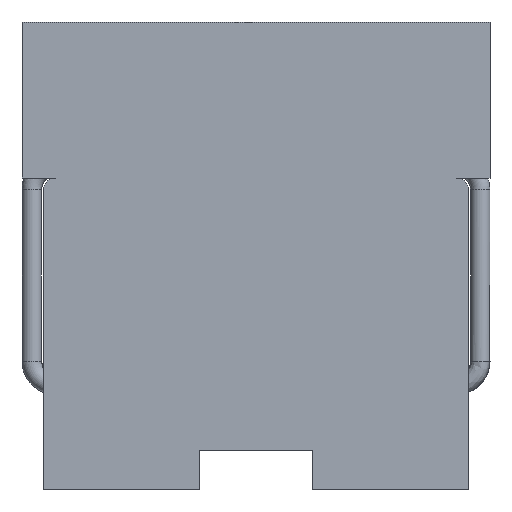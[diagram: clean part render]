
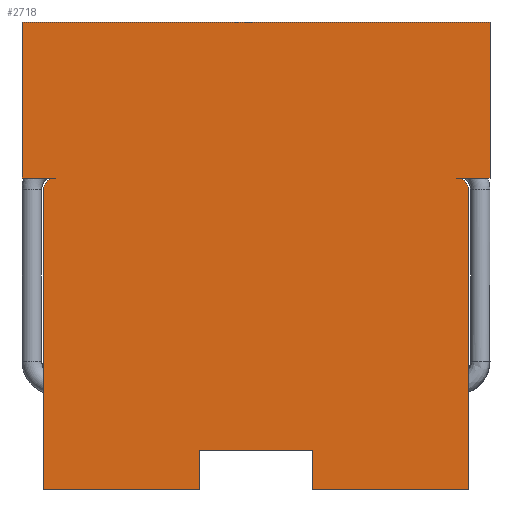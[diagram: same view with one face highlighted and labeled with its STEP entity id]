
A CAD part, left-side view. The second image highlights one B-rep face of the part: STEP entity #2718.
In plain terms, the highlighted face is planar.
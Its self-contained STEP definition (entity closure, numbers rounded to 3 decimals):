
#49=LINE('',#3515,#113);
#75=LINE('',#3589,#139);
#78=LINE('',#3594,#142);
#79=LINE('',#3596,#143);
#80=LINE('',#3598,#144);
#81=LINE('',#3600,#145);
#82=LINE('',#3602,#146);
#83=LINE('',#3604,#147);
#84=LINE('',#3605,#148);
#85=LINE('',#3607,#149);
#86=LINE('',#3608,#150);
#87=LINE('',#3610,#151);
#113=VECTOR('',#3078,1000.);
#139=VECTOR('',#3140,1000.);
#142=VECTOR('',#3145,1000.);
#143=VECTOR('',#3146,1000.);
#144=VECTOR('',#3147,1000.);
#145=VECTOR('',#3148,1000.);
#146=VECTOR('',#3149,1000.);
#147=VECTOR('',#3150,1000.);
#148=VECTOR('',#3151,1000.);
#149=VECTOR('',#3152,1000.);
#150=VECTOR('',#3153,1000.);
#151=VECTOR('',#3154,1000.);
#177=PLANE('',#2882);
#392=ORIENTED_EDGE('',*,*,#764,.T.);
#393=ORIENTED_EDGE('',*,*,#729,.F.);
#394=ORIENTED_EDGE('',*,*,#765,.F.);
#395=ORIENTED_EDGE('',*,*,#766,.T.);
#396=ORIENTED_EDGE('',*,*,#767,.T.);
#397=ORIENTED_EDGE('',*,*,#768,.F.);
#398=ORIENTED_EDGE('',*,*,#769,.F.);
#399=ORIENTED_EDGE('',*,*,#735,.F.);
#400=ORIENTED_EDGE('',*,*,#761,.F.);
#401=ORIENTED_EDGE('',*,*,#770,.F.);
#402=ORIENTED_EDGE('',*,*,#771,.T.);
#403=ORIENTED_EDGE('',*,*,#724,.T.);
#404=ORIENTED_EDGE('',*,*,#772,.F.);
#405=ORIENTED_EDGE('',*,*,#773,.F.);
#724=EDGE_CURVE('',#921,#919,#49,.T.);
#729=EDGE_CURVE('',#925,#926,#1087,.T.);
#735=EDGE_CURVE('',#931,#932,#1090,.T.);
#761=EDGE_CURVE('',#950,#931,#75,.T.);
#764=EDGE_CURVE('',#952,#926,#78,.T.);
#765=EDGE_CURVE('',#953,#925,#79,.T.);
#766=EDGE_CURVE('',#953,#954,#80,.T.);
#767=EDGE_CURVE('',#954,#955,#81,.T.);
#768=EDGE_CURVE('',#956,#955,#82,.T.);
#769=EDGE_CURVE('',#932,#956,#83,.T.);
#770=EDGE_CURVE('',#957,#950,#84,.T.);
#771=EDGE_CURVE('',#957,#921,#85,.T.);
#772=EDGE_CURVE('',#958,#919,#86,.T.);
#773=EDGE_CURVE('',#952,#958,#87,.T.);
#919=VERTEX_POINT('',#3513);
#921=VERTEX_POINT('',#3516);
#925=VERTEX_POINT('',#3525);
#926=VERTEX_POINT('',#3527);
#931=VERTEX_POINT('',#3540);
#932=VERTEX_POINT('',#3541);
#950=VERTEX_POINT('',#3588);
#952=VERTEX_POINT('',#3595);
#953=VERTEX_POINT('',#3597);
#954=VERTEX_POINT('',#3599);
#955=VERTEX_POINT('',#3601);
#956=VERTEX_POINT('',#3603);
#957=VERTEX_POINT('',#3606);
#958=VERTEX_POINT('',#3609);
#1087=CIRCLE('',#2866,0.03);
#1090=CIRCLE('',#2871,0.03);
#1177=EDGE_LOOP('',(#392,#393,#394,#395,#396,#397,#398,#399,#400,#401,#402,
#403,#404,#405));
#1451=FACE_BOUND('',#1177,.T.);
#2718=ADVANCED_FACE('',(#1451),#177,.F.);
#2866=AXIS2_PLACEMENT_3D('',#3526,#3086,#3087);
#2871=AXIS2_PLACEMENT_3D('',#3539,#3099,#3100);
#2882=AXIS2_PLACEMENT_3D('',#3593,#3143,#3144);
#3078=DIRECTION('',(0.,-1.,0.));
#3086=DIRECTION('',(-1.,0.,0.));
#3087=DIRECTION('',(0.,-1.,0.));
#3099=DIRECTION('',(-1.,0.,0.));
#3100=DIRECTION('',(0.,-1.,0.));
#3140=DIRECTION('',(0.,0.,-1.));
#3143=DIRECTION('',(-1.,0.,0.));
#3144=DIRECTION('',(0.,-1.,0.));
#3145=DIRECTION('',(0.,0.,-1.));
#3146=DIRECTION('',(0.,1.,0.));
#3147=DIRECTION('',(0.,0.,-1.));
#3148=DIRECTION('',(0.,1.,0.));
#3149=DIRECTION('',(0.,0.,-1.));
#3150=DIRECTION('',(0.,1.,0.));
#3151=DIRECTION('',(0.,1.,0.));
#3152=DIRECTION('',(0.,0.,-1.));
#3153=DIRECTION('',(0.,0.,-1.));
#3154=DIRECTION('',(0.,1.,0.));
#3513=CARTESIAN_POINT('',(1.,-0.145,0.7));
#3515=CARTESIAN_POINT('',(1.,0.545,0.7));
#3516=CARTESIAN_POINT('',(1.,0.145,0.7));
#3525=CARTESIAN_POINT('',(1.,-0.515,0.));
#3526=CARTESIAN_POINT('',(1.,-0.515,0.03));
#3527=CARTESIAN_POINT('',(1.,-0.545,0.03));
#3539=CARTESIAN_POINT('',(1.,0.515,0.03));
#3540=CARTESIAN_POINT('',(1.,0.545,0.03));
#3541=CARTESIAN_POINT('',(1.,0.515,0.));
#3588=CARTESIAN_POINT('',(1.,0.545,0.8));
#3589=CARTESIAN_POINT('',(1.,0.545,0.5));
#3593=CARTESIAN_POINT('',(1.,-0.545,0.5));
#3594=CARTESIAN_POINT('',(1.,-0.545,0.5));
#3595=CARTESIAN_POINT('',(1.,-0.545,0.8));
#3596=CARTESIAN_POINT('',(1.,-0.6,0.));
#3597=CARTESIAN_POINT('',(1.,-0.6,0.));
#3598=CARTESIAN_POINT('',(1.,-0.6,0.));
#3599=CARTESIAN_POINT('',(1.,-0.6,-0.4));
#3600=CARTESIAN_POINT('',(1.,-0.6,-0.4));
#3601=CARTESIAN_POINT('',(1.,0.6,-0.4));
#3602=CARTESIAN_POINT('',(1.,0.6,0.));
#3603=CARTESIAN_POINT('',(1.,0.6,0.));
#3604=CARTESIAN_POINT('',(1.,-0.6,0.));
#3605=CARTESIAN_POINT('',(1.,0.145,0.8));
#3606=CARTESIAN_POINT('',(1.,0.145,0.8));
#3607=CARTESIAN_POINT('',(1.,0.145,0.8));
#3608=CARTESIAN_POINT('',(1.,-0.145,0.8));
#3609=CARTESIAN_POINT('',(1.,-0.145,0.8));
#3610=CARTESIAN_POINT('',(1.,-0.545,0.8));
